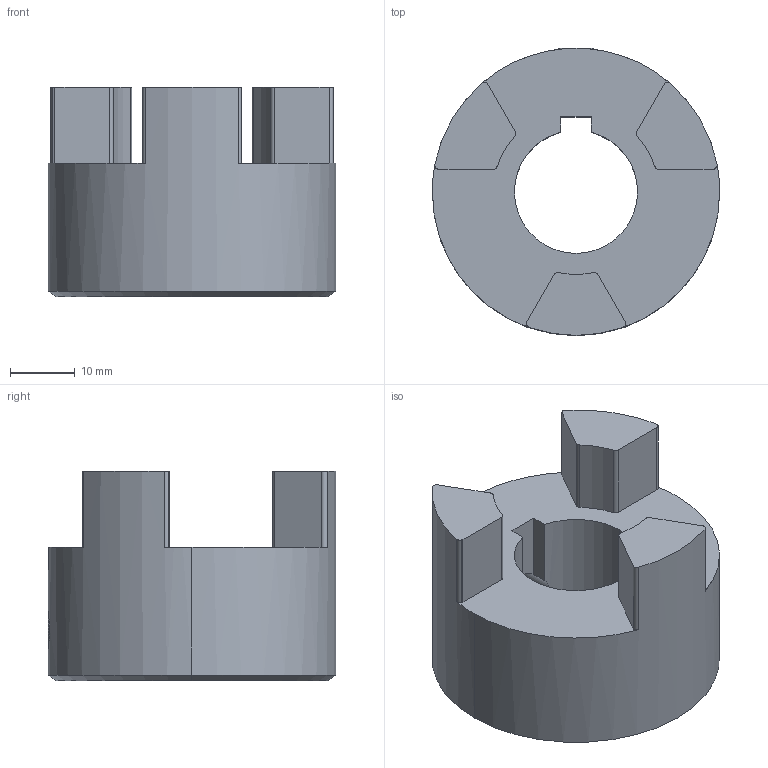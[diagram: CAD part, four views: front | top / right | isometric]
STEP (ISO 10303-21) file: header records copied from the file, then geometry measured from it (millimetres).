
FILE_DESCRIPTION (( 'STEP AP203' ), '1' );
FILE_NAME ('6408K139.step', '2013-10-22T16:30:28', ( 'Admin' ), ( 'Microsoft' ), 'SwSTEP 2.0', 'SolidWorks 2012', '' );
FILE_SCHEMA (( 'CONFIG_CONTROL_DESIGN' ));
Length unit declared in the file: inch
Products named in the file (1): 6408K139
Bounding box: 44.45 x 44.45 x 32.45 mm (x, y, z)
Volume: 29461.8 mm3; surface area: 8423.3 mm2
Topology: 2 solids, 2 shells, 69 faces, 175 edges, 110 vertices
Faces by surface type: cylinder 27, plane 26, cone 16
Entity records: 2297 total; most frequent: CARTESIAN_POINT 508, DIRECTION 378, ORIENTED_EDGE 350, EDGE_CURVE 175, AXIS2_PLACEMENT_3D 146, VERTEX_POINT 110, LINE 86, VECTOR 86
